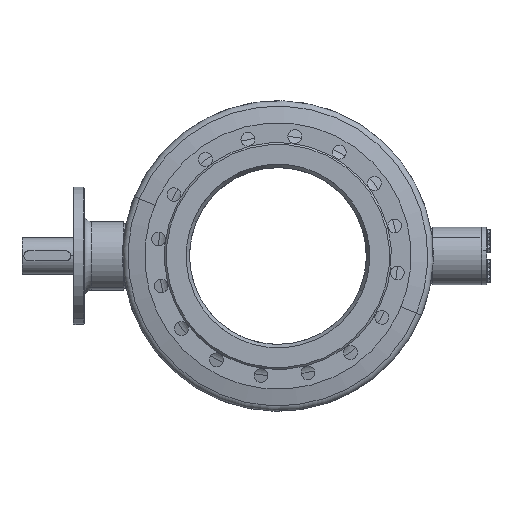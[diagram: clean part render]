
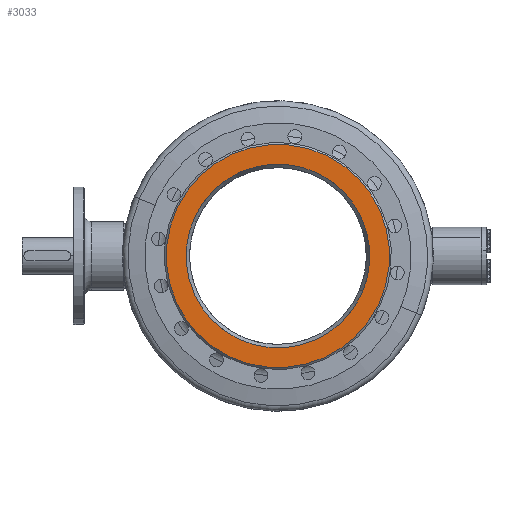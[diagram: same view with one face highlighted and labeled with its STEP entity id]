
A CAD part, left-side view. The second image highlights one B-rep face of the part: STEP entity #3033.
In plain terms, the highlighted face is planar.
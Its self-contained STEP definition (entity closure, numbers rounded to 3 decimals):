
#225 = ORIENTED_EDGE ( 'NONE', *, *, #10774, .F. ) ;
#571 = DIRECTION ( 'NONE',  ( 0., 0., 1. ) ) ;
#667 = AXIS2_PLACEMENT_3D ( 'NONE', #10925, #2097, #2162 ) ;
#866 = CIRCLE ( 'NONE', #667, 243. ) ;
#1048 = DIRECTION ( 'NONE',  ( 0., 0., 1. ) ) ;
#1341 = CARTESIAN_POINT ( 'NONE',  ( -243., 0., 38. ) ) ;
#1809 = AXIS2_PLACEMENT_3D ( 'NONE', #4661, #571, #6529 ) ;
#2012 = ORIENTED_EDGE ( 'NONE', *, *, #9765, .T. ) ;
#2097 = DIRECTION ( 'NONE',  ( 0., 0., 1. ) ) ;
#2162 = DIRECTION ( 'NONE',  ( 1., 0., 0. ) ) ;
#2263 = VERTEX_POINT ( 'NONE', #6074 ) ;
#2333 = EDGE_CURVE ( 'NONE', #3681, #10744, #866, .T. ) ;
#3033 = ADVANCED_FACE ( 'NONE', ( #5904, #9003 ), #6167, .T. ) ;
#3219 = CARTESIAN_POINT ( 'NONE',  ( 0., 0., 38. ) ) ;
#3307 = ORIENTED_EDGE ( 'NONE', *, *, #2333, .T. ) ;
#3429 = AXIS2_PLACEMENT_3D ( 'NONE', #5686, #11496, #3642 ) ;
#3642 = DIRECTION ( 'NONE',  ( 1., 0., 0. ) ) ;
#3681 = VERTEX_POINT ( 'NONE', #4022 ) ;
#3900 = EDGE_LOOP ( 'NONE', ( #2012, #3307 ) ) ;
#4022 = CARTESIAN_POINT ( 'NONE',  ( 243., 0., 38. ) ) ;
#4361 = AXIS2_PLACEMENT_3D ( 'NONE', #3219, #1048, #7125 ) ;
#4661 = CARTESIAN_POINT ( 'NONE',  ( 0., 0., 38. ) ) ;
#5094 = CIRCLE ( 'NONE', #1809, 200. ) ;
#5686 = CARTESIAN_POINT ( 'NONE',  ( 0., 0., 38. ) ) ;
#5904 = FACE_BOUND ( 'NONE', #11066, .T. ) ;
#6074 = CARTESIAN_POINT ( 'NONE',  ( -200., 0., 38. ) ) ;
#6167 = PLANE ( 'NONE',  #4361 ) ;
#6440 = VERTEX_POINT ( 'NONE', #8028 ) ;
#6529 = DIRECTION ( 'NONE',  ( 1., 0., 0. ) ) ;
#7095 = EDGE_CURVE ( 'NONE', #2263, #6440, #11158, .T. ) ;
#7125 = DIRECTION ( 'NONE',  ( 1., 0., 0. ) ) ;
#7737 = CIRCLE ( 'NONE', #3429, 243. ) ;
#8028 = CARTESIAN_POINT ( 'NONE',  ( 200., 0., 38. ) ) ;
#9003 = FACE_OUTER_BOUND ( 'NONE', #3900, .T. ) ;
#9512 = ORIENTED_EDGE ( 'NONE', *, *, #7095, .F. ) ;
#9564 = DIRECTION ( 'NONE',  ( 0., 0., 1. ) ) ;
#9626 = CARTESIAN_POINT ( 'NONE',  ( 0., 0., 38. ) ) ;
#9763 = DIRECTION ( 'NONE',  ( 1., 0., 0. ) ) ;
#9765 = EDGE_CURVE ( 'NONE', #10744, #3681, #7737, .T. ) ;
#10744 = VERTEX_POINT ( 'NONE', #1341 ) ;
#10774 = EDGE_CURVE ( 'NONE', #6440, #2263, #5094, .T. ) ;
#10925 = CARTESIAN_POINT ( 'NONE',  ( 0., 0., 38. ) ) ;
#11066 = EDGE_LOOP ( 'NONE', ( #225, #9512 ) ) ;
#11158 = CIRCLE ( 'NONE', #12580, 200. ) ;
#11496 = DIRECTION ( 'NONE',  ( 0., 0., 1. ) ) ;
#12580 = AXIS2_PLACEMENT_3D ( 'NONE', #9626, #9564, #9763 ) ;
